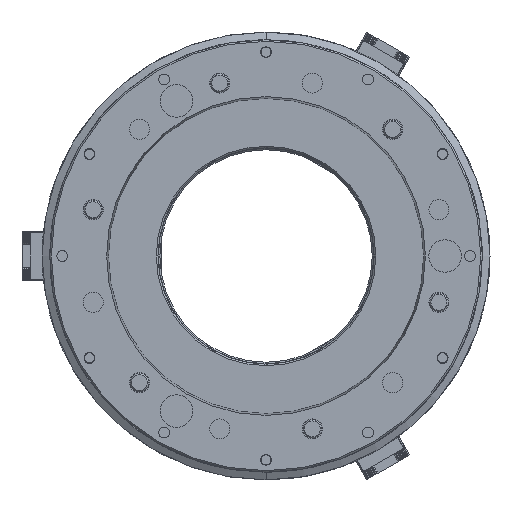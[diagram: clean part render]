
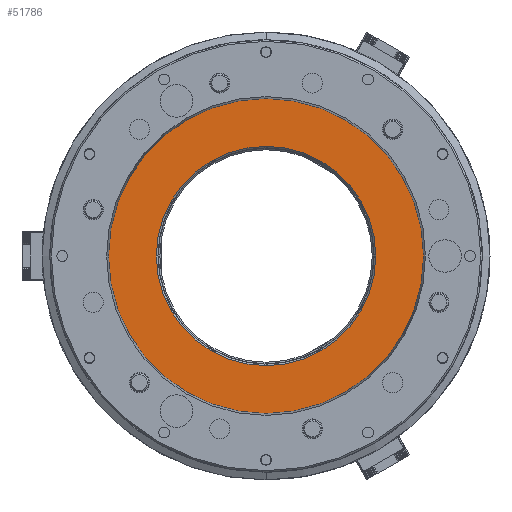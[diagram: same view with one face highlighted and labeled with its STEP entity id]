
A CAD part, left-side view. The second image highlights one B-rep face of the part: STEP entity #51786.
In plain terms, the highlighted planar face has unit normal (-1, 0, 0).
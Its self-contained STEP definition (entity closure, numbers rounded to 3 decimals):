
#2286 = CARTESIAN_POINT ( 'NONE',  ( 25., 0., -204. ) ) ;
#2383 = DIRECTION ( 'NONE',  ( -1., 0., 0. ) ) ;
#5226 = EDGE_CURVE ( 'NONE', #45864, #35662, #23889, .T. ) ;
#5341 = DIRECTION ( 'NONE',  ( -1., 0., 0. ) ) ;
#6263 = CARTESIAN_POINT ( 'NONE',  ( 25., 0., -142. ) ) ;
#6493 = CARTESIAN_POINT ( 'NONE',  ( 25., 0., 204. ) ) ;
#9216 = EDGE_CURVE ( 'NONE', #22349, #25703, #50573, .T. ) ;
#9245 = CARTESIAN_POINT ( 'NONE',  ( 25., 0., 142. ) ) ;
#11280 = DIRECTION ( 'NONE',  ( 1., 0., 0. ) ) ;
#12704 = AXIS2_PLACEMENT_3D ( 'NONE', #41792, #40836, #41664 ) ;
#14304 = EDGE_CURVE ( 'NONE', #25703, #22349, #50138, .T. ) ;
#15544 = AXIS2_PLACEMENT_3D ( 'NONE', #41386, #11280, #41595 ) ;
#18184 = DIRECTION ( 'NONE',  ( -1., 0., 0. ) ) ;
#20216 = EDGE_LOOP ( 'NONE', ( #41653, #42986 ) ) ;
#22349 = VERTEX_POINT ( 'NONE', #2286 ) ;
#23889 = CIRCLE ( 'NONE', #12704, 142. ) ;
#24121 = ORIENTED_EDGE ( 'NONE', *, *, #9216, .T. ) ;
#25703 = VERTEX_POINT ( 'NONE', #6493 ) ;
#28345 = EDGE_LOOP ( 'NONE', ( #45696, #24121 ) ) ;
#28377 = CARTESIAN_POINT ( 'NONE',  ( 25., 0., 0. ) ) ;
#28633 = CIRCLE ( 'NONE', #48824, 142. ) ;
#31397 = CARTESIAN_POINT ( 'NONE',  ( 25., 0., 0. ) ) ;
#32734 = DIRECTION ( 'NONE',  ( 0., 0., 1. ) ) ;
#35662 = VERTEX_POINT ( 'NONE', #9245 ) ;
#35692 = DIRECTION ( 'NONE',  ( 0., 0., 1. ) ) ;
#37223 = PLANE ( 'NONE',  #15544 ) ;
#40836 = DIRECTION ( 'NONE',  ( -1., 0., 0. ) ) ;
#41386 = CARTESIAN_POINT ( 'NONE',  ( 25., 94.992, 0. ) ) ;
#41520 = EDGE_CURVE ( 'NONE', #35662, #45864, #28633, .T. ) ;
#41595 = DIRECTION ( 'NONE',  ( 0., 0., -1. ) ) ;
#41653 = ORIENTED_EDGE ( 'NONE', *, *, #41520, .F. ) ;
#41664 = DIRECTION ( 'NONE',  ( 0., 0., 1. ) ) ;
#41792 = CARTESIAN_POINT ( 'NONE',  ( 25., 0., 0. ) ) ;
#42986 = ORIENTED_EDGE ( 'NONE', *, *, #5226, .F. ) ;
#43498 = FACE_BOUND ( 'NONE', #20216, .T. ) ;
#43748 = AXIS2_PLACEMENT_3D ( 'NONE', #31397, #5341, #35692 ) ;
#44092 = CARTESIAN_POINT ( 'NONE',  ( 25., 0., 0. ) ) ;
#45696 = ORIENTED_EDGE ( 'NONE', *, *, #14304, .T. ) ;
#45864 = VERTEX_POINT ( 'NONE', #6263 ) ;
#46191 = FACE_OUTER_BOUND ( 'NONE', #28345, .T. ) ;
#47871 = AXIS2_PLACEMENT_3D ( 'NONE', #44092, #18184, #48425 ) ;
#48425 = DIRECTION ( 'NONE',  ( 0., 0., 1. ) ) ;
#48824 = AXIS2_PLACEMENT_3D ( 'NONE', #28377, #2383, #32734 ) ;
#50138 = CIRCLE ( 'NONE', #47871, 204. ) ;
#50573 = CIRCLE ( 'NONE', #43748, 204. ) ;
#51786 = ADVANCED_FACE ( 'NONE', ( #43498, #46191 ), #37223, .F. ) ;
